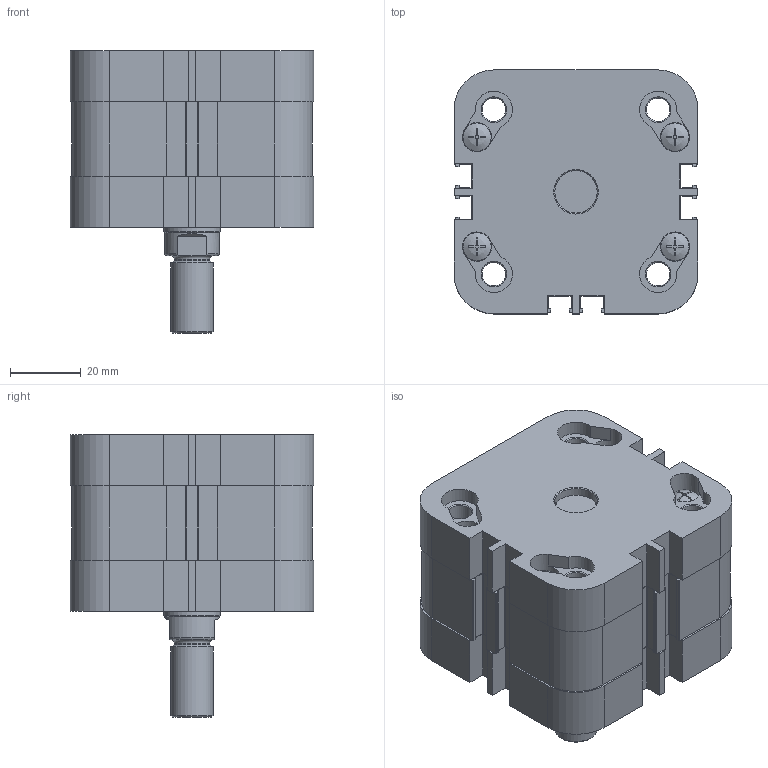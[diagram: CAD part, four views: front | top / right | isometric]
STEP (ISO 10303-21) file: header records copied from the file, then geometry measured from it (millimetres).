
FILE_DESCRIPTION(/* description */ (''),/* implementation_level */ '2;1');
FILE_NAME(/* name */ 'nad_50-5-ag.stp',/* time_stamp */ '2017-08-23T11:58:03+02:00',/* author */ ('leitheußer'),/* organization */ (''),/* preprocessor_version */ 'ST-DEVELOPER v15.6',/* originating_system */ 'Autodesk Inventor LT ',/* authorisation */ '');
FILE_SCHEMA (('AUTOMOTIVE_DESIGN { 1 0 10303 214 3 1 1 }'));
Length unit declared in the file: millimetre
Products named in the file (1): CDEM050_005_KNM
Bounding box: 69 x 69 x 80 mm (x, y, z)
Volume: 170953.5 mm3; surface area: 74972.1 mm2
Topology: 19 solids, 19 shells, 652 faces, 1658 edges, 1083 vertices
Faces by surface type: plane 339, cylinder 222, cone 64, torus 19, bspline 8
Full cylindrical faces by diameter (mm): 3.5 x2, 3.75 x4, 4 x8, 4.5 x8, 6.647 x8, 8 x8, 8.3 x8, 8.376 x1, 8.566 x2, 10 x3, 12 x2, 15.5 x1, 15.9 x1, 16 x4, 16.282 x1, 17.7 x1, 17.727 x1, 18 x2, 18.795 x1, 20.5 x2, 25.5 x2, 30.5 x2, 46.8 x2, 49.4 x1, 50 x5, 52.4 x2
Entity records: 19710 total; most frequent: CARTESIAN_POINT 4309, DIRECTION 3194, ORIENTED_EDGE 2970, EDGE_CURVE 1485, AXIS2_PLACEMENT_3D 1198, VERTEX_POINT 1061, EDGE_LOOP 914, LINE 798
